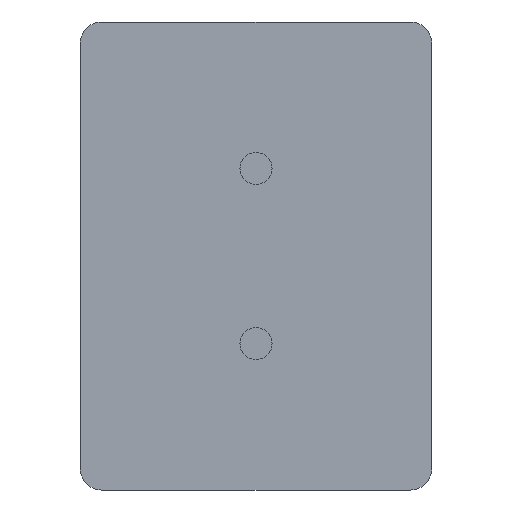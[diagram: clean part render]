
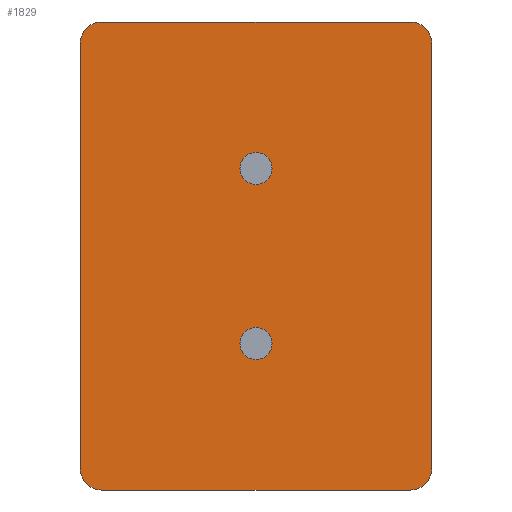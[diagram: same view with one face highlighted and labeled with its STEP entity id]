
A CAD part, front view. The second image highlights one B-rep face of the part: STEP entity #1829.
In plain terms, the highlighted planar face has unit normal (0, -1, 0).
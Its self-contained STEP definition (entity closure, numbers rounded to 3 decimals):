
#73 = VERTEX_POINT ( 'NONE', #1784 ) ;
#96 = DIRECTION ( 'NONE',  ( 0., -1., 0. ) ) ;
#113 = EDGE_LOOP ( 'NONE', ( #2885, #2274, #2552, #1121, #3015, #2746, #243, #2277 ) ) ;
#232 = VERTEX_POINT ( 'NONE', #1076 ) ;
#233 = DIRECTION ( 'NONE',  ( 0., 0., 1. ) ) ;
#238 = DIRECTION ( 'NONE',  ( 0., 1., 0. ) ) ;
#243 = ORIENTED_EDGE ( 'NONE', *, *, #1930, .F. ) ;
#273 = DIRECTION ( 'NONE',  ( -1., 0., 0. ) ) ;
#298 = EDGE_CURVE ( 'NONE', #2102, #2137, #2886, .T. ) ;
#308 = CARTESIAN_POINT ( 'NONE',  ( 0., 0., 12.25 ) ) ;
#386 = AXIS2_PLACEMENT_3D ( 'NONE', #2523, #758, #471 ) ;
#387 = VERTEX_POINT ( 'NONE', #3259 ) ;
#404 = DIRECTION ( 'NONE',  ( 0., 0., 1. ) ) ;
#429 = ORIENTED_EDGE ( 'NONE', *, *, #1170, .F. ) ;
#440 = AXIS2_PLACEMENT_3D ( 'NONE', #2382, #1207, #1503 ) ;
#464 = CARTESIAN_POINT ( 'NONE',  ( -24.6, 0., 32.75 ) ) ;
#471 = DIRECTION ( 'NONE',  ( 0., 0., 1. ) ) ;
#478 = VERTEX_POINT ( 'NONE', #3294 ) ;
#640 = VECTOR ( 'NONE', #404, 1000. ) ;
#703 = AXIS2_PLACEMENT_3D ( 'NONE', #2977, #3600, #1208 ) ;
#758 = DIRECTION ( 'NONE',  ( 0., -1., 0. ) ) ;
#777 = CIRCLE ( 'NONE', #1811, 2.25 ) ;
#845 = EDGE_CURVE ( 'NONE', #3470, #73, #2127, .T. ) ;
#885 = VERTEX_POINT ( 'NONE', #1222 ) ;
#971 = ORIENTED_EDGE ( 'NONE', *, *, #1714, .F. ) ;
#992 = VERTEX_POINT ( 'NONE', #3400 ) ;
#1008 = VECTOR ( 'NONE', #273, 1000. ) ;
#1071 = EDGE_CURVE ( 'NONE', #992, #73, #1205, .T. ) ;
#1076 = CARTESIAN_POINT ( 'NONE',  ( -21.6, 0., 32.75 ) ) ;
#1121 = ORIENTED_EDGE ( 'NONE', *, *, #3052, .T. ) ;
#1125 = DIRECTION ( 'NONE',  ( 0., 0., 1. ) ) ;
#1170 = EDGE_CURVE ( 'NONE', #2137, #2102, #2218, .T. ) ;
#1201 = EDGE_CURVE ( 'NONE', #3610, #478, #2489, .T. ) ;
#1205 = LINE ( 'NONE', #2722, #2260 ) ;
#1207 = DIRECTION ( 'NONE',  ( 0., -1., 0. ) ) ;
#1208 = DIRECTION ( 'NONE',  ( 0., 0., 1. ) ) ;
#1222 = CARTESIAN_POINT ( 'NONE',  ( 21.6, 0., 32.75 ) ) ;
#1368 = DIRECTION ( 'NONE',  ( 1., 0., 0. ) ) ;
#1374 = EDGE_LOOP ( 'NONE', ( #3733, #429 ) ) ;
#1391 = CARTESIAN_POINT ( 'NONE',  ( 0., 0., -12.25 ) ) ;
#1503 = DIRECTION ( 'NONE',  ( 0., 0., 1. ) ) ;
#1518 = DIRECTION ( 'NONE',  ( 0., -1., 0. ) ) ;
#1541 = CARTESIAN_POINT ( 'NONE',  ( -24.6, 0., 32.75 ) ) ;
#1600 = DIRECTION ( 'NONE',  ( 0., 0., 1. ) ) ;
#1697 = CARTESIAN_POINT ( 'NONE',  ( 21.6, 0., -32.75 ) ) ;
#1714 = EDGE_CURVE ( 'NONE', #3449, #387, #777, .T. ) ;
#1740 = CARTESIAN_POINT ( 'NONE',  ( 0., 0., -14.5 ) ) ;
#1757 = PLANE ( 'NONE',  #2238 ) ;
#1784 = CARTESIAN_POINT ( 'NONE',  ( 24.6, 0., -29.75 ) ) ;
#1811 = AXIS2_PLACEMENT_3D ( 'NONE', #308, #1518, #2419 ) ;
#1829 = ADVANCED_FACE ( 'NONE', ( #3003, #3085, #2300 ), #1757, .F. ) ;
#1855 = DIRECTION ( 'NONE',  ( 0., 0., -1. ) ) ;
#1890 = EDGE_LOOP ( 'NONE', ( #971, #2720 ) ) ;
#1930 = EDGE_CURVE ( 'NONE', #3610, #3704, #2817, .T. ) ;
#2090 = CIRCLE ( 'NONE', #3237, 2.25 ) ;
#2095 = EDGE_CURVE ( 'NONE', #3470, #478, #2566, .T. ) ;
#2102 = VERTEX_POINT ( 'NONE', #1740 ) ;
#2127 = CIRCLE ( 'NONE', #440, 3. ) ;
#2137 = VERTEX_POINT ( 'NONE', #3577 ) ;
#2218 = CIRCLE ( 'NONE', #3857, 2.25 ) ;
#2238 = AXIS2_PLACEMENT_3D ( 'NONE', #3505, #238, #2584 ) ;
#2260 = VECTOR ( 'NONE', #1855, 1000. ) ;
#2274 = ORIENTED_EDGE ( 'NONE', *, *, #845, .T. ) ;
#2277 = ORIENTED_EDGE ( 'NONE', *, *, #1201, .T. ) ;
#2300 = FACE_OUTER_BOUND ( 'NONE', #113, .T. ) ;
#2349 = DIRECTION ( 'NONE',  ( 0., -1., 0. ) ) ;
#2382 = CARTESIAN_POINT ( 'NONE',  ( 21.6, 0., -29.75 ) ) ;
#2419 = DIRECTION ( 'NONE',  ( 0., 0., -1. ) ) ;
#2489 = CIRCLE ( 'NONE', #386, 3. ) ;
#2523 = CARTESIAN_POINT ( 'NONE',  ( -21.6, 0., -29.75 ) ) ;
#2531 = VECTOR ( 'NONE', #1368, 1000. ) ;
#2552 = ORIENTED_EDGE ( 'NONE', *, *, #1071, .F. ) ;
#2566 = LINE ( 'NONE', #3550, #1008 ) ;
#2584 = DIRECTION ( 'NONE',  ( 0., 0., 1. ) ) ;
#2586 = DIRECTION ( 'NONE',  ( 0., -1., 0. ) ) ;
#2720 = ORIENTED_EDGE ( 'NONE', *, *, #3566, .F. ) ;
#2722 = CARTESIAN_POINT ( 'NONE',  ( 24.6, 0., 32.75 ) ) ;
#2746 = ORIENTED_EDGE ( 'NONE', *, *, #3001, .T. ) ;
#2753 = CARTESIAN_POINT ( 'NONE',  ( 0., 0., -12.25 ) ) ;
#2817 = LINE ( 'NONE', #1541, #640 ) ;
#2885 = ORIENTED_EDGE ( 'NONE', *, *, #2095, .F. ) ;
#2886 = CIRCLE ( 'NONE', #3687, 2.25 ) ;
#2903 = CARTESIAN_POINT ( 'NONE',  ( -24.6, 0., -29.75 ) ) ;
#2914 = CARTESIAN_POINT ( 'NONE',  ( 0., 0., 12.25 ) ) ;
#2977 = CARTESIAN_POINT ( 'NONE',  ( 21.6, 0., 29.75 ) ) ;
#3001 = EDGE_CURVE ( 'NONE', #232, #3704, #3795, .T. ) ;
#3003 = FACE_BOUND ( 'NONE', #1374, .T. ) ;
#3015 = ORIENTED_EDGE ( 'NONE', *, *, #3437, .F. ) ;
#3030 = CIRCLE ( 'NONE', #703, 3. ) ;
#3052 = EDGE_CURVE ( 'NONE', #992, #885, #3030, .T. ) ;
#3085 = FACE_BOUND ( 'NONE', #1890, .T. ) ;
#3136 = DIRECTION ( 'NONE',  ( 0., -1., 0. ) ) ;
#3212 = CARTESIAN_POINT ( 'NONE',  ( -21.6, 0., 29.75 ) ) ;
#3237 = AXIS2_PLACEMENT_3D ( 'NONE', #2914, #2349, #3249 ) ;
#3249 = DIRECTION ( 'NONE',  ( 0., 0., -1. ) ) ;
#3259 = CARTESIAN_POINT ( 'NONE',  ( 0., 0., 14.5 ) ) ;
#3294 = CARTESIAN_POINT ( 'NONE',  ( -21.6, 0., -32.75 ) ) ;
#3400 = CARTESIAN_POINT ( 'NONE',  ( 24.6, 0., 29.75 ) ) ;
#3437 = EDGE_CURVE ( 'NONE', #232, #885, #3580, .T. ) ;
#3449 = VERTEX_POINT ( 'NONE', #3453 ) ;
#3453 = CARTESIAN_POINT ( 'NONE',  ( 0., 0., 10. ) ) ;
#3470 = VERTEX_POINT ( 'NONE', #1697 ) ;
#3505 = CARTESIAN_POINT ( 'NONE',  ( 0., 0., 0. ) ) ;
#3543 = AXIS2_PLACEMENT_3D ( 'NONE', #3212, #2586, #1125 ) ;
#3550 = CARTESIAN_POINT ( 'NONE',  ( -24.6, 0., -32.75 ) ) ;
#3566 = EDGE_CURVE ( 'NONE', #387, #3449, #2090, .T. ) ;
#3568 = CARTESIAN_POINT ( 'NONE',  ( -24.6, 0., 29.75 ) ) ;
#3577 = CARTESIAN_POINT ( 'NONE',  ( 0., 0., -10. ) ) ;
#3580 = LINE ( 'NONE', #464, #2531 ) ;
#3600 = DIRECTION ( 'NONE',  ( 0., -1., 0. ) ) ;
#3610 = VERTEX_POINT ( 'NONE', #2903 ) ;
#3687 = AXIS2_PLACEMENT_3D ( 'NONE', #1391, #3136, #233 ) ;
#3704 = VERTEX_POINT ( 'NONE', #3568 ) ;
#3733 = ORIENTED_EDGE ( 'NONE', *, *, #298, .F. ) ;
#3795 = CIRCLE ( 'NONE', #3543, 3. ) ;
#3857 = AXIS2_PLACEMENT_3D ( 'NONE', #2753, #96, #1600 ) ;
